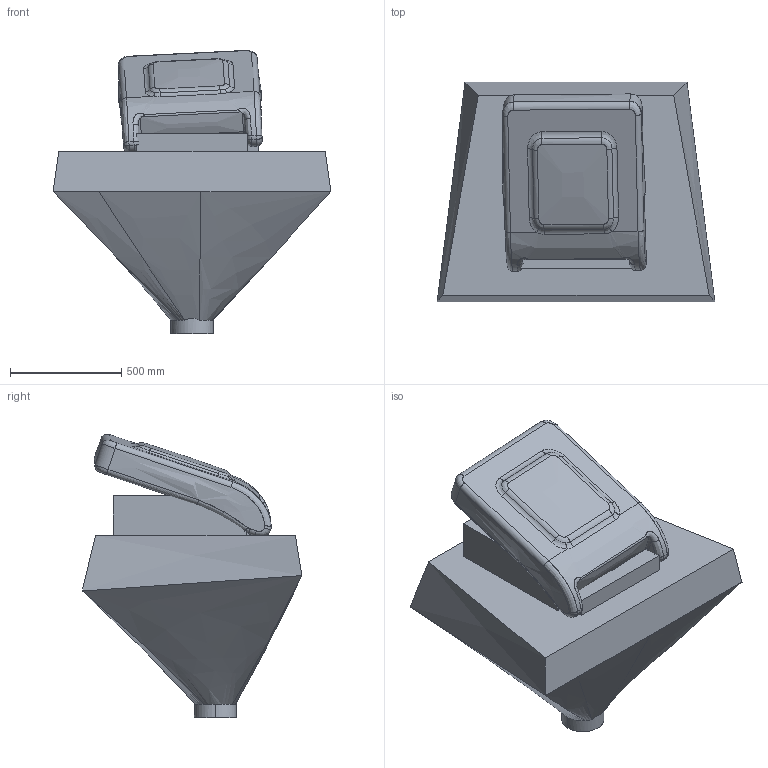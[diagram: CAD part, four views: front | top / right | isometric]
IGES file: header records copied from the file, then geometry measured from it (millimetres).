
Start section: SolidWorks IGES file using analytic representation for surfaces
Global section: file name: DEPÓSITO DE 510 LITROS DE FUNDO AFUNILADO.IGS; native system: SolidWorks 2016; preprocessor: SolidWorks 2016; author: sinar; date: 190214.111602; units: millimetre
Bounding box: 1250.62 x 988.92 x 1275.26 mm (x, y, z)
Surface area: 8956407.9 mm2 (no closed solid volume)
Topology: 0 solids, 0 shells, 193 faces, 2231 edges, 2231 vertices
Faces by surface type: bspline 185, revolution 8
